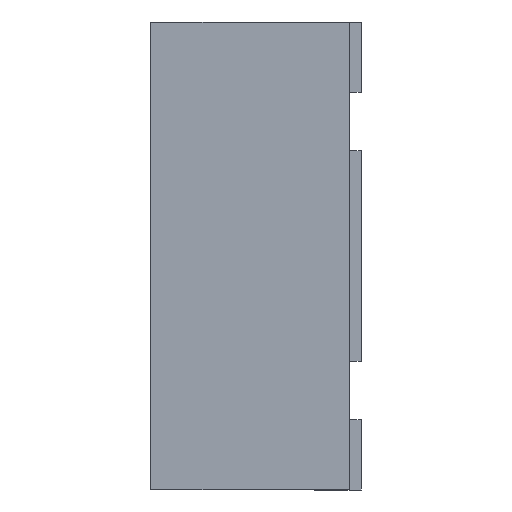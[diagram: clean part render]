
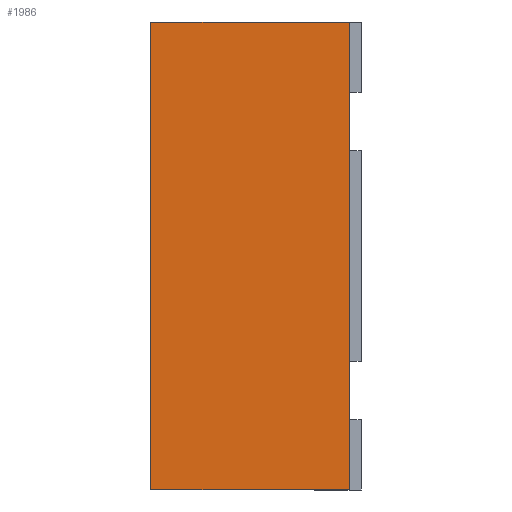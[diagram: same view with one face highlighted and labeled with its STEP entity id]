
A CAD part, left-side view. The second image highlights one B-rep face of the part: STEP entity #1986.
In plain terms, the highlighted planar face has unit normal (-1, 0, 0).
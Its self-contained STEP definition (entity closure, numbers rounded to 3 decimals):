
#132 = EDGE_CURVE ( 'NONE', #473, #3949, #5853, .T. ) ;
#238 = VECTOR ( 'NONE', #466, 1000. ) ;
#466 = DIRECTION ( 'NONE',  ( 0., 0., 1. ) ) ;
#473 = VERTEX_POINT ( 'NONE', #5980 ) ;
#783 = LINE ( 'NONE', #1018, #3369 ) ;
#989 = CARTESIAN_POINT ( 'NONE',  ( -1., 0., 1. ) ) ;
#1018 = CARTESIAN_POINT ( 'NONE',  ( -1., 0.85, 1. ) ) ;
#1229 = LINE ( 'NONE', #5164, #238 ) ;
#1340 = PLANE ( 'NONE',  #3015 ) ;
#1393 = ORIENTED_EDGE ( 'NONE', *, *, #2990, .T. ) ;
#1655 = CARTESIAN_POINT ( 'NONE',  ( -1., 0.85, 1. ) ) ;
#1757 = VERTEX_POINT ( 'NONE', #5792 ) ;
#1805 = DIRECTION ( 'NONE',  ( 1., 0., 0. ) ) ;
#1819 = CARTESIAN_POINT ( 'NONE',  ( -1., 0., 1. ) ) ;
#1986 = ADVANCED_FACE ( 'NONE', ( #2753 ), #1340, .F. ) ;
#2104 = DIRECTION ( 'NONE',  ( 0., -1., 0. ) ) ;
#2274 = EDGE_LOOP ( 'NONE', ( #6080, #4275, #5237, #1393 ) ) ;
#2351 = VECTOR ( 'NONE', #6126, 1000. ) ;
#2624 = EDGE_CURVE ( 'NONE', #1757, #5391, #1229, .T. ) ;
#2753 = FACE_OUTER_BOUND ( 'NONE', #2274, .T. ) ;
#2990 = EDGE_CURVE ( 'NONE', #1757, #473, #6039, .T. ) ;
#3015 = AXIS2_PLACEMENT_3D ( 'NONE', #5572, #1805, #3266 ) ;
#3077 = CARTESIAN_POINT ( 'NONE',  ( -1., 0.85, -1. ) ) ;
#3266 = DIRECTION ( 'NONE',  ( 0., 0., -1. ) ) ;
#3369 = VECTOR ( 'NONE', #3424, 1000. ) ;
#3424 = DIRECTION ( 'NONE',  ( 0., -1., 0. ) ) ;
#3873 = VECTOR ( 'NONE', #2104, 1000. ) ;
#3949 = VERTEX_POINT ( 'NONE', #989 ) ;
#4275 = ORIENTED_EDGE ( 'NONE', *, *, #5583, .F. ) ;
#5164 = CARTESIAN_POINT ( 'NONE',  ( -1., 0.85, 1. ) ) ;
#5237 = ORIENTED_EDGE ( 'NONE', *, *, #2624, .F. ) ;
#5391 = VERTEX_POINT ( 'NONE', #1655 ) ;
#5572 = CARTESIAN_POINT ( 'NONE',  ( -1., 0.85, 1. ) ) ;
#5583 = EDGE_CURVE ( 'NONE', #5391, #3949, #783, .T. ) ;
#5792 = CARTESIAN_POINT ( 'NONE',  ( -1., 0.85, -1. ) ) ;
#5853 = LINE ( 'NONE', #1819, #2351 ) ;
#5980 = CARTESIAN_POINT ( 'NONE',  ( -1., 0., -1. ) ) ;
#6039 = LINE ( 'NONE', #3077, #3873 ) ;
#6080 = ORIENTED_EDGE ( 'NONE', *, *, #132, .T. ) ;
#6126 = DIRECTION ( 'NONE',  ( 0., 0., 1. ) ) ;
